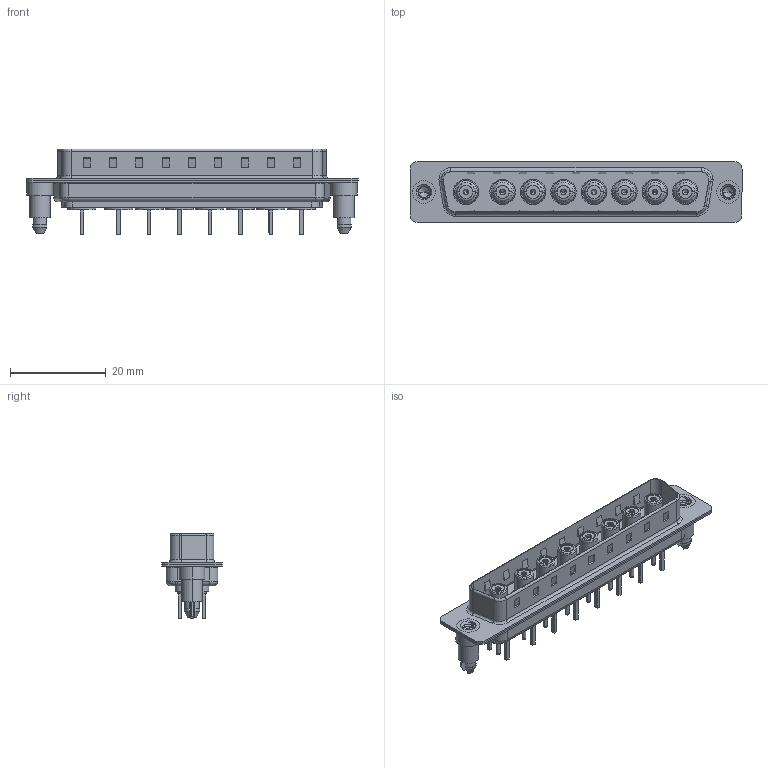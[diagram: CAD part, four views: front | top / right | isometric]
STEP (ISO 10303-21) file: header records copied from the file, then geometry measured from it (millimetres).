
FILE_DESCRIPTION (( 'STEP AP203' ), '1' );
FILE_NAME ('627-8W8-624-5N5.STEP', '2019-05-28T05:54:46', ( '' ), ( '' ), 'SwSTEP 2.0', 'SolidWorks 2016', '' );
FILE_SCHEMA (( 'CONFIG_CONTROL_DESIGN' ));
Length unit declared in the file: millimetre
Products named in the file (11): 627Combo Shell Front_37 Contacts; Locking Collar; Socket_Str; 627Combo Housing_8W8; 627-8W8-624-5N5; Insulator Socket; Insulator Socket 2; Co-Ax Jack_Straight PC Tail; 627Combo Shell Rear_37 Contacts; 627Combo Threaded Boardlock_5; Co-Ax Jack Assy_S
Assembly tree (18 placements, depth 3):
  627-8W8-624-5N5
    627Combo Housing_8W8
    627Combo Shell Rear_37 Contacts
    627Combo Shell Front_37 Contacts
    627Combo Threaded Boardlock_5  x2
    Co-Ax Jack Assy_S  x8
      Co-Ax Jack_Straight PC Tail
      Insulator Socket
      Insulator Socket 2
      Locking Collar
      Socket_Str
Bounding box: 69.3 x 12.6 x 17.9 mm (x, y, z)
Volume: 4086 mm3; surface area: 12800.6 mm2
Topology: 45 solids, 45 shells, 1350 faces, 3181 edges, 2000 vertices
Faces by surface type: plane 595, cylinder 549, cone 86, torus 82, bspline 22, sphere 16
Entity records: 19519 total; most frequent: CARTESIAN_POINT 4665, DIRECTION 2900, ORIENTED_EDGE 2734, EDGE_CURVE 1367, AXIS2_PLACEMENT_3D 1050, VERTEX_POINT 869, LINE 800, VECTOR 800
